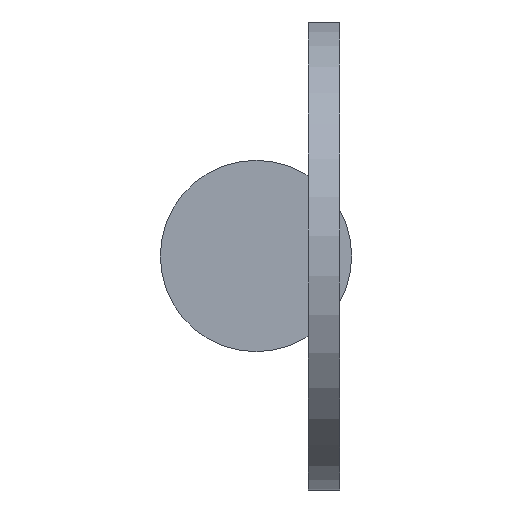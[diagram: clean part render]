
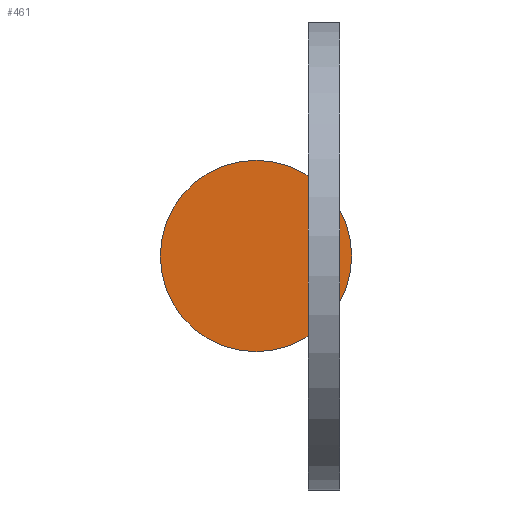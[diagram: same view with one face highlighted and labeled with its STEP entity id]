
A CAD part, left-side view. The second image highlights one B-rep face of the part: STEP entity #461.
In plain terms, the highlighted planar face has unit normal (-1, 0, 0).
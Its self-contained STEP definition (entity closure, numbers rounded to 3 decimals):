
#32=LINE('',#776,#58);
#58=VECTOR('',#595,3.78);
#90=FACE_BOUND('',#143,.T.);
#110=FACE_OUTER_BOUND('',#142,.T.);
#142=EDGE_LOOP('',(#351));
#143=EDGE_LOOP('',(#352,#353));
#167=CIRCLE('',#482,2.75);
#168=CIRCLE('',#484,2.413);
#199=VERTEX_POINT('',#672);
#200=VERTEX_POINT('',#675);
#201=VERTEX_POINT('',#676);
#241=EDGE_CURVE('',#199,#199,#167,.T.);
#242=EDGE_CURVE('',#200,#201,#168,.T.);
#267=EDGE_CURVE('',#201,#200,#32,.T.);
#351=ORIENTED_EDGE('',*,*,#241,.T.);
#352=ORIENTED_EDGE('',*,*,#267,.F.);
#353=ORIENTED_EDGE('',*,*,#242,.F.);
#416=PLANE('',#503);
#461=ADVANCED_FACE('',(#110,#90),#416,.T.);
#482=AXIS2_PLACEMENT_3D('',#673,#541,#542);
#484=AXIS2_PLACEMENT_3D('',#677,#545,#546);
#503=AXIS2_PLACEMENT_3D('',#777,#596,#597);
#541=DIRECTION('center_axis',(-1.,0.,0.));
#542=DIRECTION('ref_axis',(0.,0.,1.));
#545=DIRECTION('center_axis',(-1.,0.,0.));
#546=DIRECTION('ref_axis',(0.,-1.,0.));
#595=DIRECTION('',(0.,0.,-1.));
#596=DIRECTION('center_axis',(-1.,0.,0.));
#597=DIRECTION('ref_axis',(0.,0.,1.));
#672=CARTESIAN_POINT('',(-191.2,0.,-2.75));
#673=CARTESIAN_POINT('Origin',(-191.2,0.,0.));
#675=CARTESIAN_POINT('',(-191.2,-1.5,-1.89));
#676=CARTESIAN_POINT('',(-191.2,-1.5,1.89));
#677=CARTESIAN_POINT('Origin',(-191.2,0.,0.));
#776=CARTESIAN_POINT('',(-191.2,-1.5,0.945));
#777=CARTESIAN_POINT('Origin',(-191.2,0.,0.));
